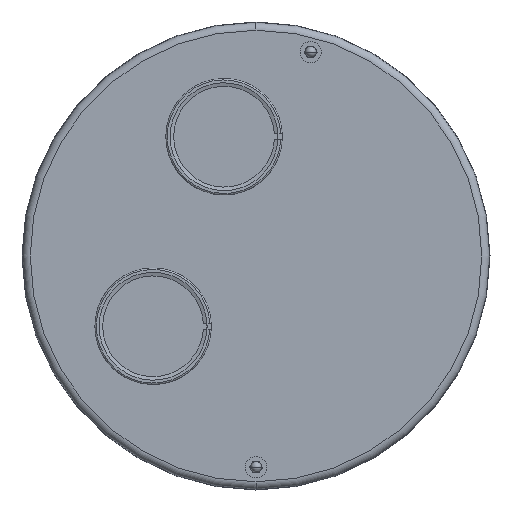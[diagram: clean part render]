
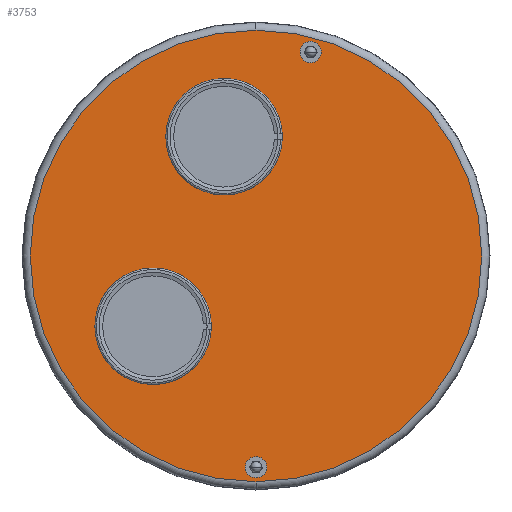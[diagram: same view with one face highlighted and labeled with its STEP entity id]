
A CAD part, left-side view. The second image highlights one B-rep face of the part: STEP entity #3753.
In plain terms, the highlighted planar face has unit normal (-1, 0, 0).
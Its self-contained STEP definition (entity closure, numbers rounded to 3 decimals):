
#48 = EDGE_CURVE ( 'NONE', #7527, #7568, #8734, .T. ) ;
#49 = EDGE_CURVE ( 'NONE', #7548, #7575, #8659, .T. ) ;
#51 = EDGE_CURVE ( 'NONE', #7614, #7618, #8714, .T. ) ;
#52 = EDGE_CURVE ( 'NONE', #7679, #7641, #8729, .T. ) ;
#72 = EDGE_CURVE ( 'NONE', #7568, #7527, #8523, .T. ) ;
#96 = EDGE_CURVE ( 'NONE', #7641, #7679, #8277, .T. ) ;
#134 = EDGE_CURVE ( 'NONE', #7618, #7614, #8301, .T. ) ;
#137 = EDGE_CURVE ( 'NONE', #7519, #7515, #8689, .T. ) ;
#228 = EDGE_CURVE ( 'NONE', #7515, #7519, #8608, .T. ) ;
#237 = EDGE_CURVE ( 'NONE', #7575, #7548, #8607, .T. ) ;
#684 = AXIS2_PLACEMENT_3D ( 'NONE', #5474, #5475, #5531 ) ;
#714 = AXIS2_PLACEMENT_3D ( 'NONE', #5651, #5643, #5644 ) ;
#813 = AXIS2_PLACEMENT_3D ( 'NONE', #1970, #1126, #1125 ) ;
#898 = AXIS2_PLACEMENT_3D ( 'NONE', #6551, #6549, #6550 ) ;
#930 = AXIS2_PLACEMENT_3D ( 'NONE', #6270, #6274, #6275 ) ;
#935 = AXIS2_PLACEMENT_3D ( 'NONE', #6534, #6535, #6536 ) ;
#986 = AXIS2_PLACEMENT_3D ( 'NONE', #6542, #6425, #6533 ) ;
#994 = AXIS2_PLACEMENT_3D ( 'NONE', #6088, #6458, #5572 ) ;
#1043 = AXIS2_PLACEMENT_3D ( 'NONE', #6547, #6546, #6548 ) ;
#1069 = AXIS2_PLACEMENT_3D ( 'NONE', #6017, #6119, #6047 ) ;
#1079 = AXIS2_PLACEMENT_3D ( 'NONE', #6412, #6420, #6419 ) ;
#1125 = DIRECTION ( 'NONE',  ( 0., 0., 1. ) ) ;
#1126 = DIRECTION ( 'NONE',  ( -1., 0., 0. ) ) ;
#1970 = CARTESIAN_POINT ( 'NONE',  ( -18., 318., 0. ) ) ;
#2062 = PLANE ( 'NONE',  #813 ) ;
#2791 = CARTESIAN_POINT ( 'NONE',  ( -18., 45.035, 240.071 ) ) ;
#2819 = CARTESIAN_POINT ( 'NONE',  ( -18., 0., -291. ) ) ;
#2841 = CARTESIAN_POINT ( 'NONE',  ( -18., 0., -318. ) ) ;
#3010 = CARTESIAN_POINT ( 'NONE',  ( -18., -76.999, 293.863 ) ) ;
#3014 = CARTESIAN_POINT ( 'NONE',  ( -18., -76.999, 280.863 ) ) ;
#3077 = CARTESIAN_POINT ( 'NONE',  ( -18., 145., -171. ) ) ;
#3083 = CARTESIAN_POINT ( 'NONE',  ( -18., 145., -27. ) ) ;
#3092 = CARTESIAN_POINT ( 'NONE',  ( -18., 0., 318. ) ) ;
#3110 = CARTESIAN_POINT ( 'NONE',  ( -18., 45.035, 96.071 ) ) ;
#3125 = CARTESIAN_POINT ( 'NONE',  ( -18., 0., -304. ) ) ;
#3753 = ADVANCED_FACE ( 'NONE', ( #4070, #4082, #4084, #4059, #4063 ), #2062, .T. ) ;
#4059 = FACE_BOUND ( 'NONE', #5335, .T. ) ;
#4063 = FACE_OUTER_BOUND ( 'NONE', #5334, .T. ) ;
#4070 = FACE_BOUND ( 'NONE', #5370, .T. ) ;
#4082 = FACE_BOUND ( 'NONE', #5303, .T. ) ;
#4084 = FACE_BOUND ( 'NONE', #5315, .T. ) ;
#4974 = ORIENTED_EDGE ( 'NONE', *, *, #96, .F. ) ;
#4975 = ORIENTED_EDGE ( 'NONE', *, *, #52, .F. ) ;
#4990 = ORIENTED_EDGE ( 'NONE', *, *, #49, .F. ) ;
#5057 = ORIENTED_EDGE ( 'NONE', *, *, #51, .F. ) ;
#5086 = ORIENTED_EDGE ( 'NONE', *, *, #134, .F. ) ;
#5092 = ORIENTED_EDGE ( 'NONE', *, *, #237, .F. ) ;
#5191 = ORIENTED_EDGE ( 'NONE', *, *, #137, .F. ) ;
#5200 = ORIENTED_EDGE ( 'NONE', *, *, #228, .F. ) ;
#5292 = ORIENTED_EDGE ( 'NONE', *, *, #48, .F. ) ;
#5296 = ORIENTED_EDGE ( 'NONE', *, *, #72, .F. ) ;
#5303 = EDGE_LOOP ( 'NONE', ( #5292, #5296 ) ) ;
#5315 = EDGE_LOOP ( 'NONE', ( #5057, #5086 ) ) ;
#5334 = EDGE_LOOP ( 'NONE', ( #4975, #4974 ) ) ;
#5335 = EDGE_LOOP ( 'NONE', ( #4990, #5092 ) ) ;
#5370 = EDGE_LOOP ( 'NONE', ( #5191, #5200 ) ) ;
#5474 = CARTESIAN_POINT ( 'NONE',  ( -18., -76.999, 287.363 ) ) ;
#5475 = DIRECTION ( 'NONE',  ( -1., 0., 0. ) ) ;
#5531 = DIRECTION ( 'NONE',  ( 0., 0., 1. ) ) ;
#5572 = DIRECTION ( 'NONE',  ( 0., 0., 1. ) ) ;
#5643 = DIRECTION ( 'NONE',  ( -1., 0., 0. ) ) ;
#5644 = DIRECTION ( 'NONE',  ( 0., 0., 1. ) ) ;
#5651 = CARTESIAN_POINT ( 'NONE',  ( -18., 45.035, 168.071 ) ) ;
#6017 = CARTESIAN_POINT ( 'NONE',  ( -18., 145., -99. ) ) ;
#6047 = DIRECTION ( 'NONE',  ( 0., 0., 1. ) ) ;
#6088 = CARTESIAN_POINT ( 'NONE',  ( -18., -76.999, 287.363 ) ) ;
#6119 = DIRECTION ( 'NONE',  ( -1., 0., 0. ) ) ;
#6270 = CARTESIAN_POINT ( 'NONE',  ( -18., 0., -297.5 ) ) ;
#6274 = DIRECTION ( 'NONE',  ( -1., 0., 0. ) ) ;
#6275 = DIRECTION ( 'NONE',  ( 0., 0., 1. ) ) ;
#6412 = CARTESIAN_POINT ( 'NONE',  ( -18., 0., 0. ) ) ;
#6419 = DIRECTION ( 'NONE',  ( 0., 0., -1. ) ) ;
#6420 = DIRECTION ( 'NONE',  ( 1., 0., 0. ) ) ;
#6425 = DIRECTION ( 'NONE',  ( -1., 0., 0. ) ) ;
#6458 = DIRECTION ( 'NONE',  ( -1., 0., 0. ) ) ;
#6533 = DIRECTION ( 'NONE',  ( 0., 0., 1. ) ) ;
#6534 = CARTESIAN_POINT ( 'NONE',  ( -18., 0., 0. ) ) ;
#6535 = DIRECTION ( 'NONE',  ( 1., 0., 0. ) ) ;
#6536 = DIRECTION ( 'NONE',  ( 0., 0., -1. ) ) ;
#6542 = CARTESIAN_POINT ( 'NONE',  ( -18., 145., -99. ) ) ;
#6546 = DIRECTION ( 'NONE',  ( -1., 0., 0. ) ) ;
#6547 = CARTESIAN_POINT ( 'NONE',  ( -18., 45.035, 168.071 ) ) ;
#6548 = DIRECTION ( 'NONE',  ( 0., 0., 1. ) ) ;
#6549 = DIRECTION ( 'NONE',  ( -1., 0., 0. ) ) ;
#6550 = DIRECTION ( 'NONE',  ( 0., 0., 1. ) ) ;
#6551 = CARTESIAN_POINT ( 'NONE',  ( -18., 0., -297.5 ) ) ;
#7515 = VERTEX_POINT ( 'NONE', #3014 ) ;
#7519 = VERTEX_POINT ( 'NONE', #3010 ) ;
#7527 = VERTEX_POINT ( 'NONE', #2819 ) ;
#7548 = VERTEX_POINT ( 'NONE', #2791 ) ;
#7568 = VERTEX_POINT ( 'NONE', #3125 ) ;
#7575 = VERTEX_POINT ( 'NONE', #3110 ) ;
#7614 = VERTEX_POINT ( 'NONE', #3083 ) ;
#7618 = VERTEX_POINT ( 'NONE', #3077 ) ;
#7641 = VERTEX_POINT ( 'NONE', #3092 ) ;
#7679 = VERTEX_POINT ( 'NONE', #2841 ) ;
#8277 = CIRCLE ( 'NONE', #1079, 318. ) ;
#8301 = CIRCLE ( 'NONE', #1069, 72. ) ;
#8523 = CIRCLE ( 'NONE', #930, 6.5 ) ;
#8607 = CIRCLE ( 'NONE', #714, 72. ) ;
#8608 = CIRCLE ( 'NONE', #684, 6.5 ) ;
#8659 = CIRCLE ( 'NONE', #1043, 72. ) ;
#8689 = CIRCLE ( 'NONE', #994, 6.5 ) ;
#8714 = CIRCLE ( 'NONE', #986, 72. ) ;
#8729 = CIRCLE ( 'NONE', #935, 318. ) ;
#8734 = CIRCLE ( 'NONE', #898, 6.5 ) ;
